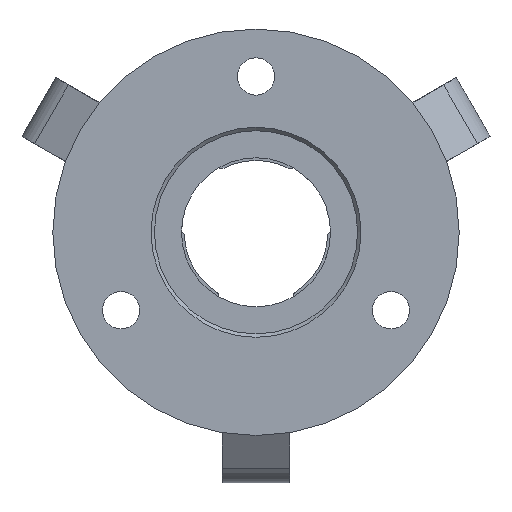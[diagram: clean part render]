
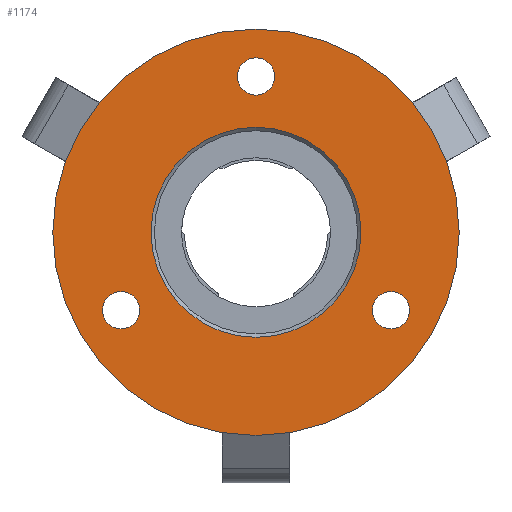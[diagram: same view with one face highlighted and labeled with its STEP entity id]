
A CAD part, front view. The second image highlights one B-rep face of the part: STEP entity #1174.
In plain terms, the highlighted planar face has unit normal (0, -1, 0).
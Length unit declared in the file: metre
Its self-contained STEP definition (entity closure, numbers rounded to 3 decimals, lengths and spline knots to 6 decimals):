
#51=PLANE('',#1307);
#487=ORIENTED_EDGE('',*,*,#688,.T.);
#488=ORIENTED_EDGE('',*,*,#689,.T.);
#489=ORIENTED_EDGE('',*,*,#690,.T.);
#490=ORIENTED_EDGE('',*,*,#691,.T.);
#491=ORIENTED_EDGE('',*,*,#687,.T.);
#687=EDGE_CURVE('',#804,#804,#876,.T.);
#688=EDGE_CURVE('',#805,#805,#877,.F.);
#689=EDGE_CURVE('',#806,#806,#878,.F.);
#690=EDGE_CURVE('',#807,#807,#879,.F.);
#691=EDGE_CURVE('',#808,#808,#880,.F.);
#804=VERTEX_POINT('',#2267);
#805=VERTEX_POINT('',#2270);
#806=VERTEX_POINT('',#2272);
#807=VERTEX_POINT('',#2274);
#808=VERTEX_POINT('',#2276);
#876=CIRCLE('',#1306,0.03);
#877=CIRCLE('',#1308,0.0155);
#878=CIRCLE('',#1309,0.00275);
#879=CIRCLE('',#1310,0.00275);
#880=CIRCLE('',#1311,0.00275);
#959=EDGE_LOOP('',(#487));
#960=EDGE_LOOP('',(#488));
#961=EDGE_LOOP('',(#489));
#962=EDGE_LOOP('',(#490));
#963=EDGE_LOOP('',(#491));
#1062=FACE_BOUND('',#959,.T.);
#1063=FACE_BOUND('',#960,.T.);
#1064=FACE_BOUND('',#961,.T.);
#1065=FACE_BOUND('',#962,.T.);
#1066=FACE_BOUND('',#963,.T.);
#1174=ADVANCED_FACE('',(#1062,#1063,#1064,#1065,#1066),#51,.T.);
#1306=AXIS2_PLACEMENT_3D('',#2266,#1611,#1612);
#1307=AXIS2_PLACEMENT_3D('',#2268,#1613,#1614);
#1308=AXIS2_PLACEMENT_3D('',#2269,#1615,#1616);
#1309=AXIS2_PLACEMENT_3D('',#2271,#1617,#1618);
#1310=AXIS2_PLACEMENT_3D('',#2273,#1619,#1620);
#1311=AXIS2_PLACEMENT_3D('',#2275,#1621,#1622);
#1611=DIRECTION('',(0.,-1.,0.));
#1612=DIRECTION('',(0.,0.,-1.));
#1613=DIRECTION('',(0.,-1.,0.));
#1614=DIRECTION('',(1.,0.,0.));
#1615=DIRECTION('',(0.,-1.,0.));
#1616=DIRECTION('',(0.,0.,-1.));
#1617=DIRECTION('',(0.,-1.,0.));
#1618=DIRECTION('',(0.,0.,-1.));
#1619=DIRECTION('',(0.,-1.,0.));
#1620=DIRECTION('',(0.,0.,-1.));
#1621=DIRECTION('',(0.,-1.,0.));
#1622=DIRECTION('',(0.,0.,-1.));
#2266=CARTESIAN_POINT('',(0.,-0.058,0.));
#2267=CARTESIAN_POINT('',(0.,-0.058,-0.03));
#2268=CARTESIAN_POINT('',(0.,-0.058,0.));
#2269=CARTESIAN_POINT('',(0.,-0.058,0.));
#2270=CARTESIAN_POINT('',(0.,-0.058,-0.0155));
#2271=CARTESIAN_POINT('',(0.019919,-0.058,-0.0115));
#2272=CARTESIAN_POINT('',(0.019919,-0.058,-0.01425));
#2273=CARTESIAN_POINT('',(-0.019919,-0.058,-0.0115));
#2274=CARTESIAN_POINT('',(-0.019919,-0.058,-0.01425));
#2275=CARTESIAN_POINT('',(0.,-0.058,0.023));
#2276=CARTESIAN_POINT('',(0.,-0.058,0.02025));
